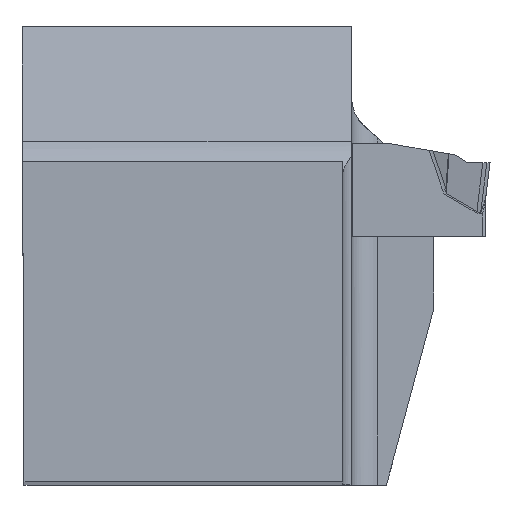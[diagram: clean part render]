
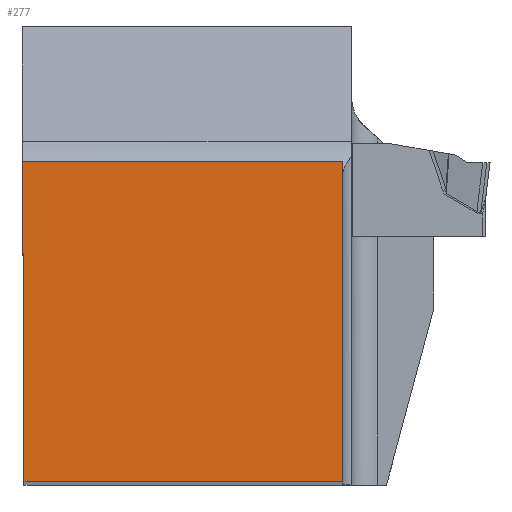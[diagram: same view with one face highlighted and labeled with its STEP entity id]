
A CAD part, top view. The second image highlights one B-rep face of the part: STEP entity #277.
In plain terms, the highlighted planar face has unit normal (0, 0, 1).
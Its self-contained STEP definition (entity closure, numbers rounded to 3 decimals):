
#277=ADVANCED_FACE('CU_BACK_SU1',(#422),#372,.F.);
#372=PLANE('',#1887);
#422=FACE_OUTER_BOUND('',#521,.T.);
#521=EDGE_LOOP('',(#735,#736,#737,#738));
#735=ORIENTED_EDGE('',*,*,#1324,.T.);
#736=ORIENTED_EDGE('',*,*,#1356,.F.);
#737=ORIENTED_EDGE('',*,*,#1337,.T.);
#738=ORIENTED_EDGE('',*,*,#1334,.T.);
#1159=VERTEX_POINT('',#2449);
#1160=VERTEX_POINT('',#2451);
#1166=VERTEX_POINT('',#2469);
#1168=VERTEX_POINT('',#2475);
#1324=EDGE_CURVE('',#1160,#1159,#1571,.T.);
#1334=EDGE_CURVE('',#1166,#1160,#1579,.T.);
#1337=EDGE_CURVE('',#1168,#1166,#1582,.T.);
#1356=EDGE_CURVE('',#1168,#1159,#1597,.T.);
#1571=LINE('',#2450,#1704);
#1579=LINE('',#2468,#1712);
#1582=LINE('',#2474,#1715);
#1597=LINE('',#2536,#1730);
#1704=VECTOR('',#2046,1.);
#1712=VECTOR('',#2062,1.);
#1715=VECTOR('',#2067,1.);
#1730=VECTOR('',#2108,1.);
#1887=AXIS2_PLACEMENT_3D('',#2537,#2109,#2110);
#2046=DIRECTION('',(1.,0.,0.));
#2062=DIRECTION('',(0.004,-1.,0.));
#2067=DIRECTION('',(-1.,0.,0.));
#2108=DIRECTION('',(0.,-1.,0.));
#2109=DIRECTION('',(0.,0.,-1.));
#2110=DIRECTION('',(0.,-1.,0.));
#2449=CARTESIAN_POINT('',(19.875,0.,0.));
#2450=CARTESIAN_POINT('',(-22.994,0.,0.));
#2451=CARTESIAN_POINT('',(0.087,0.,0.));
#2468=CARTESIAN_POINT('',(-0.088,39.975,0.));
#2469=CARTESIAN_POINT('',(0.,19.875,0.));
#2474=CARTESIAN_POINT('',(-22.994,19.875,0.));
#2475=CARTESIAN_POINT('',(19.875,19.875,0.));
#2536=CARTESIAN_POINT('',(19.875,39.875,0.));
#2537=CARTESIAN_POINT('',(-22.994,39.875,0.));
